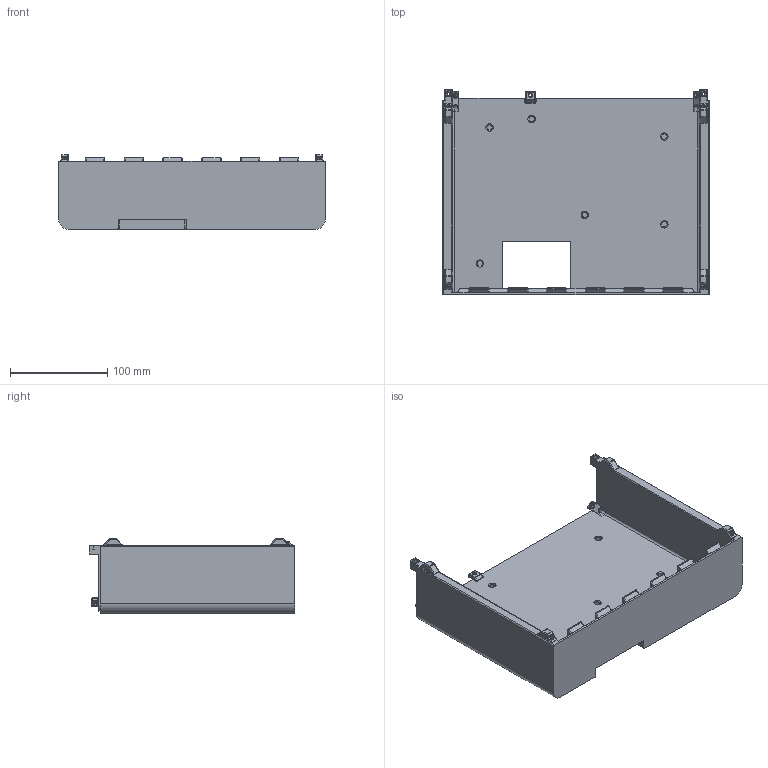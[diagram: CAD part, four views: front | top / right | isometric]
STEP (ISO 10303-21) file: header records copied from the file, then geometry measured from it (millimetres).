
FILE_DESCRIPTION (( 'STEP AP214' ), '1' );
FILE_NAME ('CF5Vs_SCase_Front_Low.STEP', '2025-01-11T16:50:19', ( '' ), ( '' ), 'SwSTEP 2.0', 'SolidWorks 2025', '' );
FILE_SCHEMA (( 'AUTOMOTIVE_DESIGN' ));
Length unit declared in the file: millimetre
Products named in the file (1): CF5Vs_SCase_Front_Low
Bounding box: 274 x 211 x 76.8 mm (x, y, z)
Volume: 788824.2 mm3; surface area: 197354.3 mm2
Topology: 1 solids, 1 shells, 517 faces, 1227 edges, 690 vertices
Faces by surface type: cylinder 224, plane 106, bspline 82, torus 44, cone 36, sphere 25
Entity records: 17695 total; most frequent: CARTESIAN_POINT 6449, ORIENTED_EDGE 2386, DIRECTION 2366, EDGE_CURVE 1193, AXIS2_PLACEMENT_3D 933, VERTEX_POINT 688, EDGE_LOOP 539, FACE_OUTER_BOUND 517
